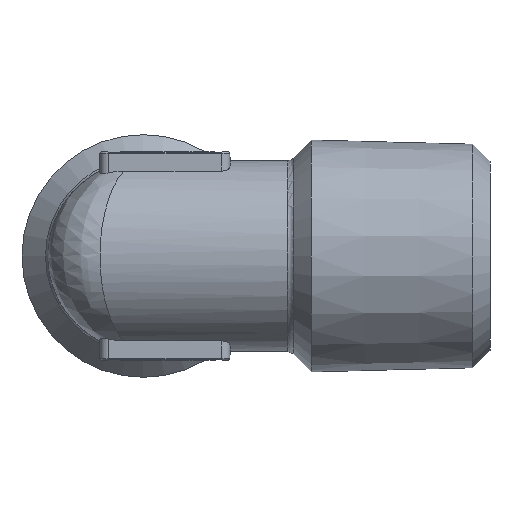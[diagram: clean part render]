
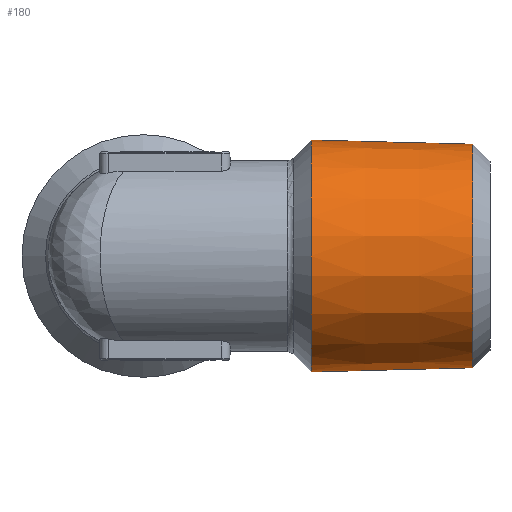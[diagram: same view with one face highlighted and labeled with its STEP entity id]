
A CAD part, left-side view. The second image highlights one B-rep face of the part: STEP entity #180.
In plain terms, the highlighted conical face has half-angle 1.47 degrees and reference radius 6.707 mm.
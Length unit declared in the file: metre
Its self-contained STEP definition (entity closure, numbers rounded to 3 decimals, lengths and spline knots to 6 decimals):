
#180 = ADVANCED_FACE( 'NONE', ( #406, #407 ), #408, .T. );
#406 = FACE_OUTER_BOUND( '', #764, .T. );
#407 = FACE_BOUND( '', #765, .T. );
#408 = CONICAL_SURFACE( '', #766, 0.006707, 0.026 );
#764 = EDGE_LOOP( '', ( #1262 ) );
#765 = EDGE_LOOP( '', ( #1263 ) );
#766 = AXIS2_PLACEMENT_3D( '', #1264, #1265, #1266 );
#1262 = ORIENTED_EDGE( '', *, *, #1756, .F. );
#1263 = ORIENTED_EDGE( '', *, *, #1738, .F. );
#1264 = CARTESIAN_POINT( '', ( 0., -0.009, 0. ) );
#1265 = DIRECTION( '', ( 0., 1., 0. ) );
#1266 = DIRECTION( '', ( 0., 0., 1. ) );
#1738 = EDGE_CURVE( 'NONE', #2061, #2061, #2062, .T. );
#1756 = EDGE_CURVE( 'NONE', #2086, #2086, #2087, .T. );
#2061 = VERTEX_POINT( '', #2618 );
#2062 = CIRCLE( '', #2619, 0.00645 );
#2086 = VERTEX_POINT( '', #2650 );
#2087 = CIRCLE( '', #2651, 0.006689 );
#2618 = CARTESIAN_POINT( '', ( 0., -0.019, -0.00645 ) );
#2619 = AXIS2_PLACEMENT_3D( '', #3061, #3062, #3063 );
#2650 = CARTESIAN_POINT( '', ( 0., -0.009689, 0.006689 ) );
#2651 = AXIS2_PLACEMENT_3D( '', #3086, #3087, #3088 );
#3061 = CARTESIAN_POINT( '', ( 0., -0.019, 0. ) );
#3062 = DIRECTION( '', ( 0., -1., 0. ) );
#3063 = DIRECTION( '', ( 0., 0., -1. ) );
#3086 = CARTESIAN_POINT( '', ( 0., -0.009689, 0. ) );
#3087 = DIRECTION( '', ( 0., 1., 0. ) );
#3088 = DIRECTION( '', ( 0., 0., 1. ) );
